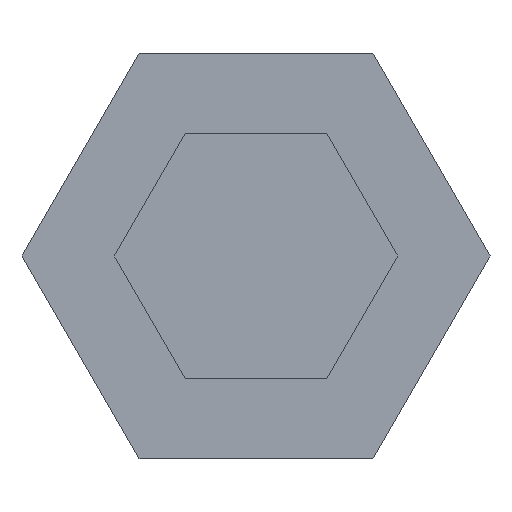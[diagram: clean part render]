
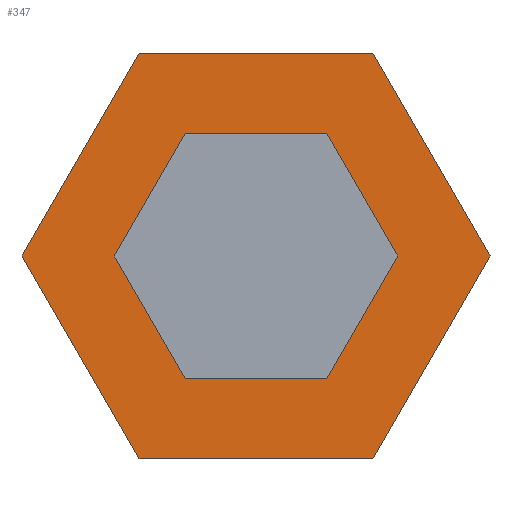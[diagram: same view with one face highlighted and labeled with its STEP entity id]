
A CAD part, front view. The second image highlights one B-rep face of the part: STEP entity #347.
In plain terms, the highlighted planar face has unit normal (0, -1, 0).
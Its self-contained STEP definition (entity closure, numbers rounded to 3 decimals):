
#5 = LINE ( 'NONE', #334, #980 ) ;
#6 = CARTESIAN_POINT ( 'NONE',  ( 3.782, 0., -6.55 ) ) ;
#12 = CARTESIAN_POINT ( 'NONE',  ( -7.563, 0., 0. ) ) ;
#13 = DIRECTION ( 'NONE',  ( 1., 0., 0. ) ) ;
#34 = CARTESIAN_POINT ( 'NONE',  ( 6.25, 0., -10.825 ) ) ;
#81 = VERTEX_POINT ( 'NONE', #1094 ) ;
#84 = CARTESIAN_POINT ( 'NONE',  ( -3.782, 0., 6.55 ) ) ;
#85 = VECTOR ( 'NONE', #272, 1000. ) ;
#86 = ORIENTED_EDGE ( 'NONE', *, *, #325, .F. ) ;
#99 = FACE_BOUND ( 'NONE', #806, .T. ) ;
#107 = CARTESIAN_POINT ( 'NONE',  ( -7.563, 0., 0. ) ) ;
#116 = VERTEX_POINT ( 'NONE', #391 ) ;
#119 = DIRECTION ( 'NONE',  ( -0.5, 0., 0.866 ) ) ;
#122 = CARTESIAN_POINT ( 'NONE',  ( 7.563, 0., 0. ) ) ;
#126 = VECTOR ( 'NONE', #560, 1000. ) ;
#179 = VERTEX_POINT ( 'NONE', #122 ) ;
#184 = CARTESIAN_POINT ( 'NONE',  ( -6.25, 0., 10.825 ) ) ;
#189 = CARTESIAN_POINT ( 'NONE',  ( 12.5, 0., 0. ) ) ;
#194 = LINE ( 'NONE', #107, #85 ) ;
#199 = EDGE_CURVE ( 'NONE', #787, #116, #194, .T. ) ;
#205 = LINE ( 'NONE', #802, #765 ) ;
#208 = CARTESIAN_POINT ( 'NONE',  ( 12.5, 0., 0. ) ) ;
#216 = VECTOR ( 'NONE', #340, 1000. ) ;
#222 = EDGE_LOOP ( 'NONE', ( #522, #86, #349, #748, #526, #867 ) ) ;
#247 = CARTESIAN_POINT ( 'NONE',  ( 0., 0., 0. ) ) ;
#251 = LINE ( 'NONE', #189, #261 ) ;
#259 = EDGE_CURVE ( 'NONE', #420, #1057, #205, .T. ) ;
#261 = VECTOR ( 'NONE', #627, 1000. ) ;
#272 = DIRECTION ( 'NONE',  ( 0.5, 0., 0.866 ) ) ;
#280 = DIRECTION ( 'NONE',  ( 0.5, 0., -0.866 ) ) ;
#283 = CARTESIAN_POINT ( 'NONE',  ( -6.25, 0., -10.825 ) ) ;
#299 = EDGE_CURVE ( 'NONE', #875, #179, #809, .T. ) ;
#308 = EDGE_CURVE ( 'NONE', #808, #927, #947, .T. ) ;
#325 = EDGE_CURVE ( 'NONE', #861, #420, #510, .T. ) ;
#326 = VERTEX_POINT ( 'NONE', #531 ) ;
#334 = CARTESIAN_POINT ( 'NONE',  ( -3.782, 0., -6.55 ) ) ;
#340 = DIRECTION ( 'NONE',  ( 1., 0., 0. ) ) ;
#343 = EDGE_CURVE ( 'NONE', #116, #875, #433, .T. ) ;
#347 = ADVANCED_FACE ( 'NONE', ( #962, #99 ), #690, .F. ) ;
#349 = ORIENTED_EDGE ( 'NONE', *, *, #887, .F. ) ;
#352 = ORIENTED_EDGE ( 'NONE', *, *, #199, .T. ) ;
#369 = CARTESIAN_POINT ( 'NONE',  ( -3.782, 0., -6.55 ) ) ;
#370 = LINE ( 'NONE', #34, #542 ) ;
#373 = VECTOR ( 'NONE', #280, 1000. ) ;
#376 = DIRECTION ( 'NONE',  ( -1., 0., 0. ) ) ;
#386 = DIRECTION ( 'NONE',  ( 0.5, 0., -0.866 ) ) ;
#391 = CARTESIAN_POINT ( 'NONE',  ( -3.782, 0., 6.55 ) ) ;
#416 = EDGE_CURVE ( 'NONE', #731, #81, #545, .T. ) ;
#420 = VERTEX_POINT ( 'NONE', #719 ) ;
#430 = ORIENTED_EDGE ( 'NONE', *, *, #343, .T. ) ;
#433 = LINE ( 'NONE', #84, #216 ) ;
#452 = CARTESIAN_POINT ( 'NONE',  ( -12.5, 0., 0. ) ) ;
#467 = VECTOR ( 'NONE', #119, 1000. ) ;
#485 = EDGE_CURVE ( 'NONE', #326, #731, #370, .T. ) ;
#506 = AXIS2_PLACEMENT_3D ( 'NONE', #247, #520, #613 ) ;
#510 = LINE ( 'NONE', #184, #911 ) ;
#516 = VECTOR ( 'NONE', #780, 1000. ) ;
#520 = DIRECTION ( 'NONE',  ( 0., 1., 0. ) ) ;
#522 = ORIENTED_EDGE ( 'NONE', *, *, #259, .F. ) ;
#526 = ORIENTED_EDGE ( 'NONE', *, *, #485, .F. ) ;
#530 = LINE ( 'NONE', #452, #752 ) ;
#531 = CARTESIAN_POINT ( 'NONE',  ( 6.25, 0., -10.825 ) ) ;
#542 = VECTOR ( 'NONE', #376, 1000. ) ;
#545 = LINE ( 'NONE', #283, #467 ) ;
#546 = ORIENTED_EDGE ( 'NONE', *, *, #547, .T. ) ;
#547 = EDGE_CURVE ( 'NONE', #179, #808, #745, .T. ) ;
#550 = DIRECTION ( 'NONE',  ( 0.5, 0., 0.866 ) ) ;
#560 = DIRECTION ( 'NONE',  ( -0.5, 0., -0.866 ) ) ;
#613 = DIRECTION ( 'NONE',  ( 0., 0., 1. ) ) ;
#627 = DIRECTION ( 'NONE',  ( -0.5, 0., -0.866 ) ) ;
#690 = PLANE ( 'NONE',  #506 ) ;
#719 = CARTESIAN_POINT ( 'NONE',  ( 6.25, 0., 10.825 ) ) ;
#723 = CARTESIAN_POINT ( 'NONE',  ( 7.563, 0., 0. ) ) ;
#731 = VERTEX_POINT ( 'NONE', #766 ) ;
#745 = LINE ( 'NONE', #723, #126 ) ;
#748 = ORIENTED_EDGE ( 'NONE', *, *, #416, .F. ) ;
#752 = VECTOR ( 'NONE', #550, 1000. ) ;
#765 = VECTOR ( 'NONE', #386, 1000. ) ;
#766 = CARTESIAN_POINT ( 'NONE',  ( -6.25, 0., -10.825 ) ) ;
#775 = ORIENTED_EDGE ( 'NONE', *, *, #299, .T. ) ;
#780 = DIRECTION ( 'NONE',  ( -1., 0., 0. ) ) ;
#785 = CARTESIAN_POINT ( 'NONE',  ( 3.782, 0., 6.55 ) ) ;
#787 = VERTEX_POINT ( 'NONE', #12 ) ;
#802 = CARTESIAN_POINT ( 'NONE',  ( 6.25, 0., 10.825 ) ) ;
#806 = EDGE_LOOP ( 'NONE', ( #546, #978, #1110, #352, #430, #775 ) ) ;
#808 = VERTEX_POINT ( 'NONE', #1045 ) ;
#809 = LINE ( 'NONE', #993, #373 ) ;
#856 = EDGE_CURVE ( 'NONE', #927, #787, #5, .T. ) ;
#861 = VERTEX_POINT ( 'NONE', #1032 ) ;
#867 = ORIENTED_EDGE ( 'NONE', *, *, #868, .F. ) ;
#868 = EDGE_CURVE ( 'NONE', #1057, #326, #251, .T. ) ;
#875 = VERTEX_POINT ( 'NONE', #785 ) ;
#887 = EDGE_CURVE ( 'NONE', #81, #861, #530, .T. ) ;
#911 = VECTOR ( 'NONE', #13, 1000. ) ;
#927 = VERTEX_POINT ( 'NONE', #369 ) ;
#947 = LINE ( 'NONE', #6, #516 ) ;
#962 = FACE_OUTER_BOUND ( 'NONE', #222, .T. ) ;
#978 = ORIENTED_EDGE ( 'NONE', *, *, #308, .T. ) ;
#980 = VECTOR ( 'NONE', #1027, 1000. ) ;
#993 = CARTESIAN_POINT ( 'NONE',  ( 3.782, 0., 6.55 ) ) ;
#1027 = DIRECTION ( 'NONE',  ( -0.5, 0., 0.866 ) ) ;
#1032 = CARTESIAN_POINT ( 'NONE',  ( -6.25, 0., 10.825 ) ) ;
#1045 = CARTESIAN_POINT ( 'NONE',  ( 3.782, 0., -6.55 ) ) ;
#1057 = VERTEX_POINT ( 'NONE', #208 ) ;
#1094 = CARTESIAN_POINT ( 'NONE',  ( -12.5, 0., 0. ) ) ;
#1110 = ORIENTED_EDGE ( 'NONE', *, *, #856, .T. ) ;
